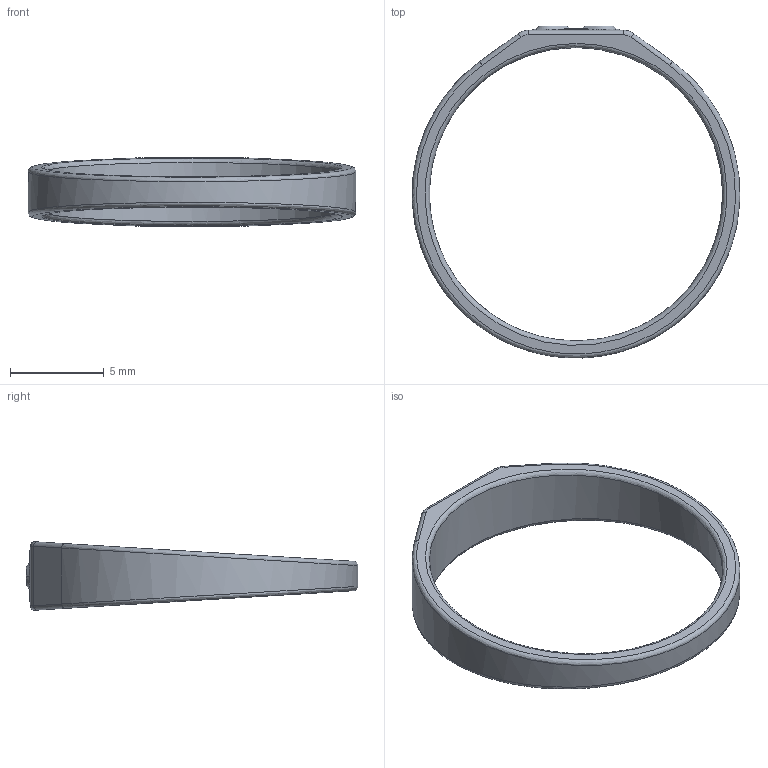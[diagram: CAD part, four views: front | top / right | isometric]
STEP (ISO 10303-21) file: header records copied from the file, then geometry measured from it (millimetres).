
FILE_DESCRIPTION(('FreeCAD Model'),'2;1');
FILE_NAME('Open CASCADE Shape Model','2025-04-27T16:41:22',('FreeCAD'),( 'FreeCAD'),'Open CASCADE STEP processor 7.6','FreeCAD','Unknown');
FILE_SCHEMA(('AUTOMOTIVE_DESIGN { 1 0 10303 214 1 1 1 1 }'));
Length unit declared in the file: millimetre
Products named in the file (1): Open CASCADE STEP translator 7.6 1
Bounding box: 17.45 x 17.68 x 3.65 mm (x, y, z)
Volume: 129.2 mm3; surface area: 372.8 mm2
Topology: 6 solids, 6 shells, 117 faces, 254 edges, 150 vertices
Faces by surface type: bspline 117
Entity records: 11580 total; most frequent: CARTESIAN_POINT 9995, ORIENTED_EDGE 500, EDGE_CURVE 250, B_SPLINE_CURVE_WITH_KNOTS 196, VERTEX_POINT 150, FACE_BOUND 124, EDGE_LOOP 124, ADVANCED_FACE 117
